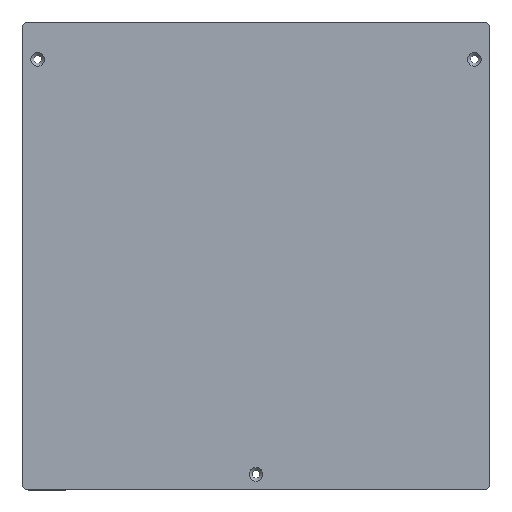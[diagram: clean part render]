
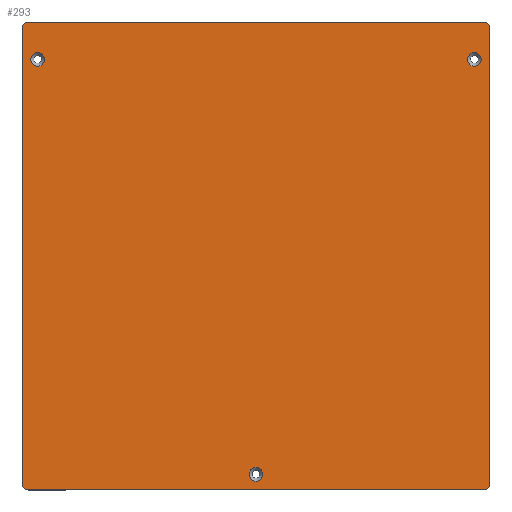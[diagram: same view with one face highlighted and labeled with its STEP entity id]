
A CAD part, top view. The second image highlights one B-rep face of the part: STEP entity #293.
In plain terms, the highlighted planar face has unit normal (0, 0, 1).
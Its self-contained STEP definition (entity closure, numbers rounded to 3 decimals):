
#21=FACE_BOUND('',#65,.T.);
#22=FACE_BOUND('',#66,.T.);
#23=FACE_BOUND('',#67,.T.);
#29=PLANE('',#340);
#45=FACE_OUTER_BOUND('',#64,.T.);
#64=EDGE_LOOP('',(#260,#261,#262,#263,#264,#265,#266,#267));
#65=EDGE_LOOP('',(#268));
#66=EDGE_LOOP('',(#269));
#67=EDGE_LOOP('',(#270));
#72=LINE('',#446,#94);
#78=LINE('',#473,#100);
#88=LINE('',#508,#110);
#89=LINE('',#510,#111);
#94=VECTOR('',#355,10.);
#100=VECTOR('',#381,10.);
#110=VECTOR('',#425,10.);
#111=VECTOR('',#428,10.);
#112=CIRCLE('',#309,2.);
#120=CIRCLE('',#320,2.);
#121=CIRCLE('',#323,2.);
#122=CIRCLE('',#325,2.);
#123=CIRCLE('',#327,2.2);
#125=CIRCLE('',#331,2.2);
#127=CIRCLE('',#335,2.2);
#129=VERTEX_POINT('',#433);
#130=VERTEX_POINT('',#434);
#134=VERTEX_POINT('',#444);
#143=VERTEX_POINT('',#466);
#144=VERTEX_POINT('',#467);
#145=VERTEX_POINT('',#472);
#146=VERTEX_POINT('',#476);
#147=VERTEX_POINT('',#480);
#148=VERTEX_POINT('',#484);
#150=VERTEX_POINT('',#492);
#152=VERTEX_POINT('',#500);
#154=EDGE_CURVE('',#129,#130,#112,.T.);
#160=EDGE_CURVE('',#129,#134,#72,.T.);
#170=EDGE_CURVE('',#143,#144,#120,.T.);
#173=EDGE_CURVE('',#145,#144,#78,.T.);
#175=EDGE_CURVE('',#145,#146,#121,.T.);
#177=EDGE_CURVE('',#147,#134,#122,.T.);
#179=EDGE_CURVE('',#148,#148,#123,.T.);
#183=EDGE_CURVE('',#150,#150,#125,.T.);
#187=EDGE_CURVE('',#152,#152,#127,.T.);
#191=EDGE_CURVE('',#143,#130,#88,.T.);
#192=EDGE_CURVE('',#147,#146,#89,.T.);
#260=ORIENTED_EDGE('',*,*,#154,.F.);
#261=ORIENTED_EDGE('',*,*,#160,.T.);
#262=ORIENTED_EDGE('',*,*,#177,.F.);
#263=ORIENTED_EDGE('',*,*,#192,.T.);
#264=ORIENTED_EDGE('',*,*,#175,.F.);
#265=ORIENTED_EDGE('',*,*,#173,.T.);
#266=ORIENTED_EDGE('',*,*,#170,.F.);
#267=ORIENTED_EDGE('',*,*,#191,.T.);
#268=ORIENTED_EDGE('',*,*,#179,.T.);
#269=ORIENTED_EDGE('',*,*,#183,.T.);
#270=ORIENTED_EDGE('',*,*,#187,.T.);
#293=ADVANCED_FACE('',(#45,#21,#22,#23),#29,.T.);
#309=AXIS2_PLACEMENT_3D('',#435,#345,#346);
#320=AXIS2_PLACEMENT_3D('',#468,#375,#376);
#323=AXIS2_PLACEMENT_3D('',#477,#385,#386);
#325=AXIS2_PLACEMENT_3D('',#481,#390,#391);
#327=AXIS2_PLACEMENT_3D('',#485,#395,#396);
#331=AXIS2_PLACEMENT_3D('',#493,#405,#406);
#335=AXIS2_PLACEMENT_3D('',#501,#415,#416);
#340=AXIS2_PLACEMENT_3D('',#511,#429,#430);
#345=DIRECTION('center_axis',(0.,0.,-1.));
#346=DIRECTION('ref_axis',(0.707,0.707,0.));
#355=DIRECTION('',(-1.,0.,0.));
#375=DIRECTION('center_axis',(0.,0.,-1.));
#376=DIRECTION('ref_axis',(0.707,-0.707,0.));
#381=DIRECTION('',(1.,0.,0.));
#385=DIRECTION('center_axis',(0.,0.,-1.));
#386=DIRECTION('ref_axis',(-0.707,-0.707,0.));
#390=DIRECTION('center_axis',(0.,0.,-1.));
#391=DIRECTION('ref_axis',(-0.707,0.707,0.));
#395=DIRECTION('center_axis',(0.,0.,-1.));
#396=DIRECTION('ref_axis',(1.,0.,0.));
#405=DIRECTION('center_axis',(0.,0.,-1.));
#406=DIRECTION('ref_axis',(1.,0.,0.));
#415=DIRECTION('center_axis',(0.,0.,-1.));
#416=DIRECTION('ref_axis',(1.,0.,0.));
#425=DIRECTION('',(0.,1.,0.));
#428=DIRECTION('',(0.,-1.,0.));
#429=DIRECTION('center_axis',(0.,0.,1.));
#430=DIRECTION('ref_axis',(1.,0.,0.));
#433=CARTESIAN_POINT('',(73.,75.,6.));
#434=CARTESIAN_POINT('',(75.,73.,6.));
#435=CARTESIAN_POINT('Origin',(73.,73.,6.));
#444=CARTESIAN_POINT('',(-73.,75.,6.));
#446=CARTESIAN_POINT('',(-75.,75.,6.));
#466=CARTESIAN_POINT('',(75.,-73.,6.));
#467=CARTESIAN_POINT('',(73.,-75.,6.));
#468=CARTESIAN_POINT('Origin',(73.,-73.,6.));
#472=CARTESIAN_POINT('',(-73.,-75.,6.));
#473=CARTESIAN_POINT('',(75.,-75.,6.));
#476=CARTESIAN_POINT('',(-75.,-73.,6.));
#477=CARTESIAN_POINT('Origin',(-73.,-73.,6.));
#480=CARTESIAN_POINT('',(-75.,73.,6.));
#481=CARTESIAN_POINT('Origin',(-73.,73.,6.));
#484=CARTESIAN_POINT('',(67.8,63.,6.));
#485=CARTESIAN_POINT('Origin',(70.,63.,6.));
#492=CARTESIAN_POINT('',(-72.2,63.,6.));
#493=CARTESIAN_POINT('Origin',(-70.,63.,6.));
#500=CARTESIAN_POINT('',(-2.2,-70.,6.));
#501=CARTESIAN_POINT('Origin',(0.,-70.,6.));
#508=CARTESIAN_POINT('',(75.,75.,6.));
#510=CARTESIAN_POINT('',(-75.,-75.,6.));
#511=CARTESIAN_POINT('Origin',(0.,0.,
6.));
